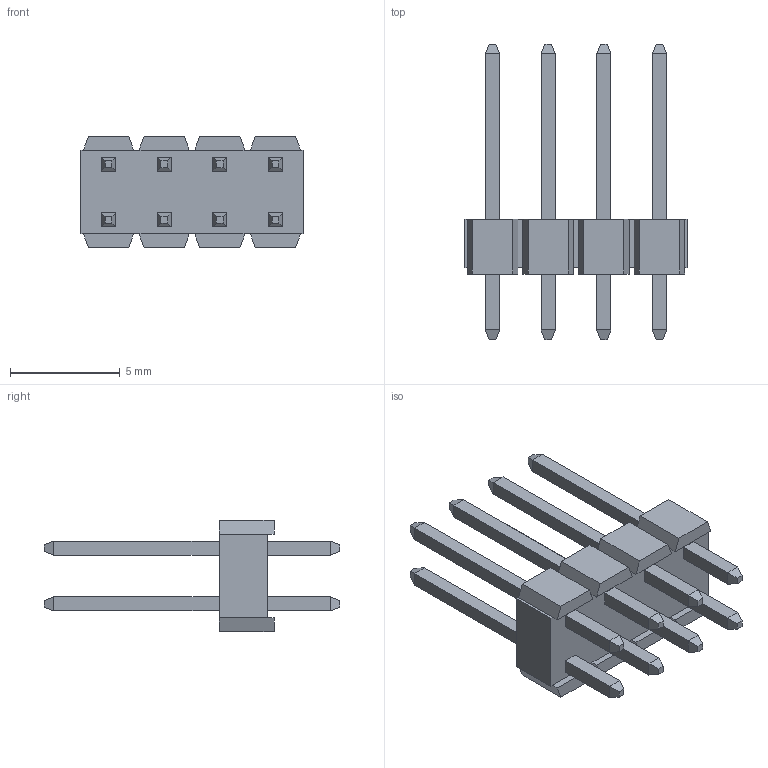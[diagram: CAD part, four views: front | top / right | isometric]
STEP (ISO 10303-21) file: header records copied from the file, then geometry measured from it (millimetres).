
FILE_DESCRIPTION (( 'STEP AP214' ), '1' );
FILE_NAME ('VMHD-2x04-135-080-030.STEP', '2021-05-24T04:36:24', ( '' ), ( '' ), 'SwSTEP 2.0', 'SolidWorks 2017', '' );
FILE_SCHEMA (( 'AUTOMOTIVE_DESIGN' ));
Length unit declared in the file: millimetre
Products named in the file (1): VMHD-2x04-135-080-030
Bounding box: 10.16 x 13.5 x 5.08 mm (x, y, z)
Volume: 147.2 mm3; surface area: 501.4 mm2
Topology: 9 solids, 9 shells, 198 faces, 460 edges, 280 vertices
Faces by surface type: plane 198
Entity records: 5542 total; most frequent: CARTESIAN_POINT 939, ORIENTED_EDGE 920, DIRECTION 858, LINE 460, EDGE_CURVE 460, VECTOR 460, VERTEX_POINT 280, EDGE_LOOP 214
